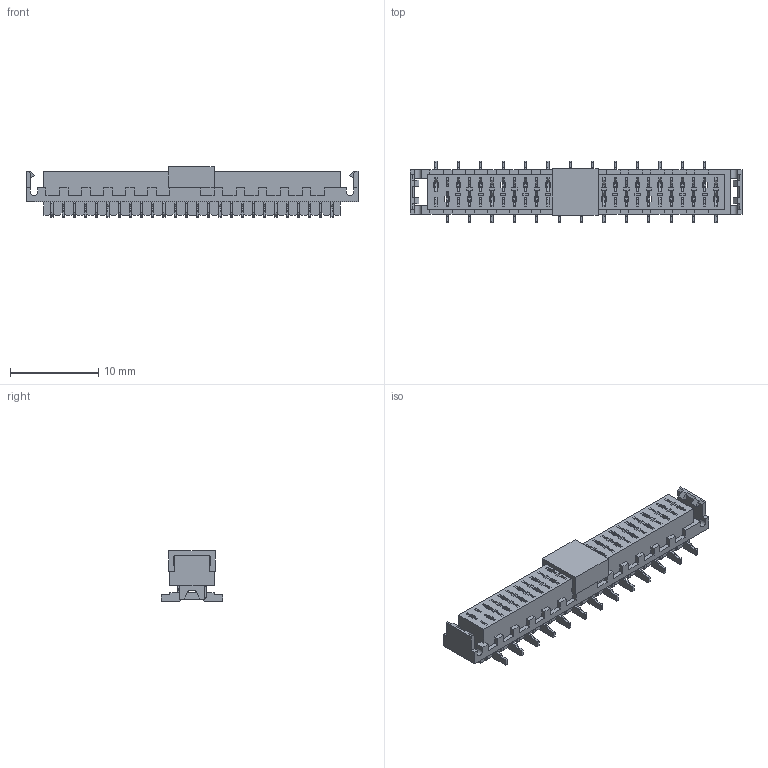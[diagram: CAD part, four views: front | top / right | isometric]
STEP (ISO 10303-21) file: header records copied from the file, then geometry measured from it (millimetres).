
FILE_DESCRIPTION(/* description */ ('Unknown'),/* implementation_level */ '2;1');
FILE_NAME(/* name */ 'J_Wurth_WR-MM_690367292676',/* time_stamp */ '2025-05-07T10:46:08+08:00',/* author */ ('Unknown'),/* organization */ ('Unknown'),/* preprocessor_version */ 'ST-DEVELOPER v19.4',/* originating_system */ 'Solid Edge',/* authorisation */ 'Unknown');
FILE_SCHEMA (('AUTOMOTIVE_DESIGN {1 0 10303 214 3 1 1}'));
Products named in the file (2): J_Wurth_WR-MM_690367292676
Assembly tree (1 placements, depth 2):
  J_Wurth_WR-MM_690367292676
    J_Wurth_WR-MM_690367292676
Bounding box: 37.62 x 7 x 5.75 mm (x, y, z)
Volume: 627.3 mm3; surface area: 2502.2 mm2
Topology: 28 solids, 28 shells, 2095 faces, 6207 edges, 4138 vertices
Faces by surface type: plane 1623, cylinder 472
Entity records: 69887 total; most frequent: CARTESIAN_POINT 12442, ORIENTED_EDGE 12414, DIRECTION 11345, EDGE_CURVE 6207, LINE 5263, VECTOR 5263, VERTEX_POINT 4138, AXIS2_PLACEMENT_3D 3041
